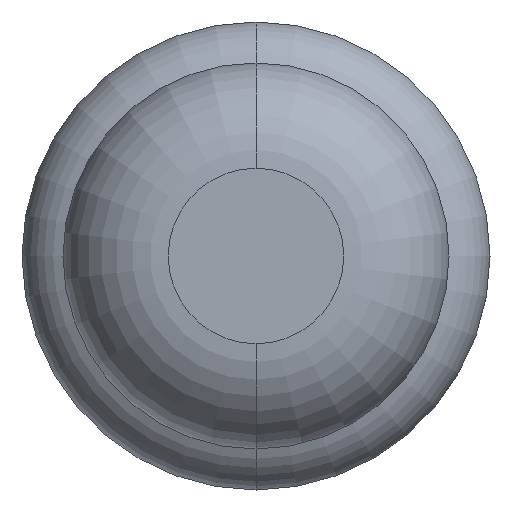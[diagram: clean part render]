
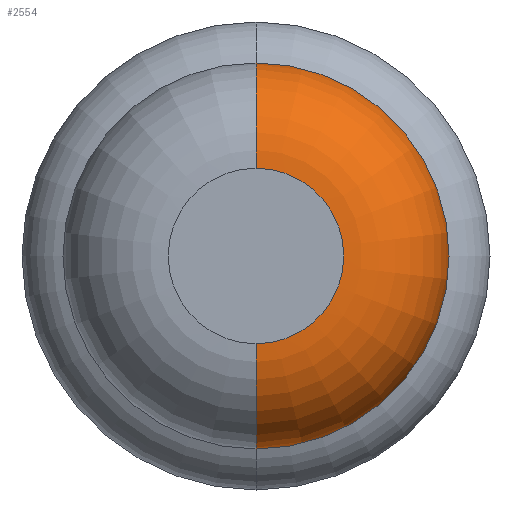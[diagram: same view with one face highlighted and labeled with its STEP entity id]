
A CAD part, front view. The second image highlights one B-rep face of the part: STEP entity #2554.
In plain terms, the highlighted toroidal (fillet/blend) face has major radius 0.375 mm and minor radius 0.45 mm.
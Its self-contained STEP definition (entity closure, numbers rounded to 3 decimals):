
#2 = CIRCLE ( 'NONE', #913, 0.45 ) ;
#51 = FACE_OUTER_BOUND ( 'NONE', #2390, .T. ) ;
#194 = CARTESIAN_POINT ( 'NONE',  ( 0., -23.55, 0.375 ) ) ;
#229 = DIRECTION ( 'NONE',  ( -1., 0., 0. ) ) ;
#235 = DIRECTION ( 'NONE',  ( 0., 0., 1. ) ) ;
#441 = CARTESIAN_POINT ( 'NONE',  ( 0., -23.55, -0.375 ) ) ;
#562 = DIRECTION ( 'NONE',  ( 0., 1., 0. ) ) ;
#571 = AXIS2_PLACEMENT_3D ( 'NONE', #1772, #562, #235 ) ;
#640 = VERTEX_POINT ( 'NONE', #3201 ) ;
#693 = EDGE_CURVE ( 'NONE', #3443, #1985, #2854, .T. ) ;
#756 = DIRECTION ( 'NONE',  ( 0., 1., 0. ) ) ;
#762 = DIRECTION ( 'NONE',  ( 0., 0., 1. ) ) ;
#768 = TOROIDAL_SURFACE ( 'NONE', #1353, 0.375, 0.45 ) ;
#913 = AXIS2_PLACEMENT_3D ( 'NONE', #441, #3828, #3552 ) ;
#1353 = AXIS2_PLACEMENT_3D ( 'NONE', #2206, #756, #2236 ) ;
#1539 = AXIS2_PLACEMENT_3D ( 'NONE', #194, #229, #2355 ) ;
#1664 = CARTESIAN_POINT ( 'NONE',  ( 0., -23.55, 0. ) ) ;
#1772 = CARTESIAN_POINT ( 'NONE',  ( 0., -24., 0. ) ) ;
#1917 = CIRCLE ( 'NONE', #571, 0.375 ) ;
#1985 = VERTEX_POINT ( 'NONE', #3489 ) ;
#2206 = CARTESIAN_POINT ( 'NONE',  ( 0., -23.55, 0. ) ) ;
#2236 = DIRECTION ( 'NONE',  ( 0., 0., 1. ) ) ;
#2355 = DIRECTION ( 'NONE',  ( 0., 0., 1. ) ) ;
#2390 = EDGE_LOOP ( 'NONE', ( #3391, #3193, #3919, #3111 ) ) ;
#2554 = ADVANCED_FACE ( 'Defeature ausgef�hrt1_2', ( #51 ), #768, .T. ) ;
#2643 = AXIS2_PLACEMENT_3D ( 'NONE', #1664, #3550, #762 ) ;
#2674 = CARTESIAN_POINT ( 'NONE',  ( 0., -23.55, -0.825 ) ) ;
#2854 = CIRCLE ( 'NONE', #1539, 0.45 ) ;
#3030 = EDGE_CURVE ( 'NONE', #640, #3918, #2, .T. ) ;
#3111 = ORIENTED_EDGE ( 'NONE', *, *, #693, .F. ) ;
#3193 = ORIENTED_EDGE ( 'NONE', *, *, #3030, .T. ) ;
#3201 = CARTESIAN_POINT ( 'NONE',  ( 0., -24., -0.375 ) ) ;
#3391 = ORIENTED_EDGE ( 'NONE', *, *, #3546, .T. ) ;
#3407 = EDGE_CURVE ( 'Defeature ausgef�hrt1_3+Defeature ausgef�hrt1_2+Defeature ausgef�hrt1_2+Defeature ausgef�hrt1_2', #1985, #3918, #3619, .T. ) ;
#3443 = VERTEX_POINT ( 'NONE', #3507 ) ;
#3489 = CARTESIAN_POINT ( 'NONE',  ( 0., -23.55, 0.825 ) ) ;
#3507 = CARTESIAN_POINT ( 'NONE',  ( 0., -24., 0.375 ) ) ;
#3546 = EDGE_CURVE ( 'Defeature ausgef�hrt1_2+Defeature ausgef�hrt1_1+Defeature ausgef�hrt1_1+Defeature ausgef�hrt1_1', #3443, #640, #1917, .T. ) ;
#3550 = DIRECTION ( 'NONE',  ( 0., 1., 0. ) ) ;
#3552 = DIRECTION ( 'NONE',  ( 0., 0., -1. ) ) ;
#3619 = CIRCLE ( 'NONE', #2643, 0.825 ) ;
#3828 = DIRECTION ( 'NONE',  ( 1., 0., 0. ) ) ;
#3918 = VERTEX_POINT ( 'NONE', #2674 ) ;
#3919 = ORIENTED_EDGE ( 'NONE', *, *, #3407, .F. ) ;
